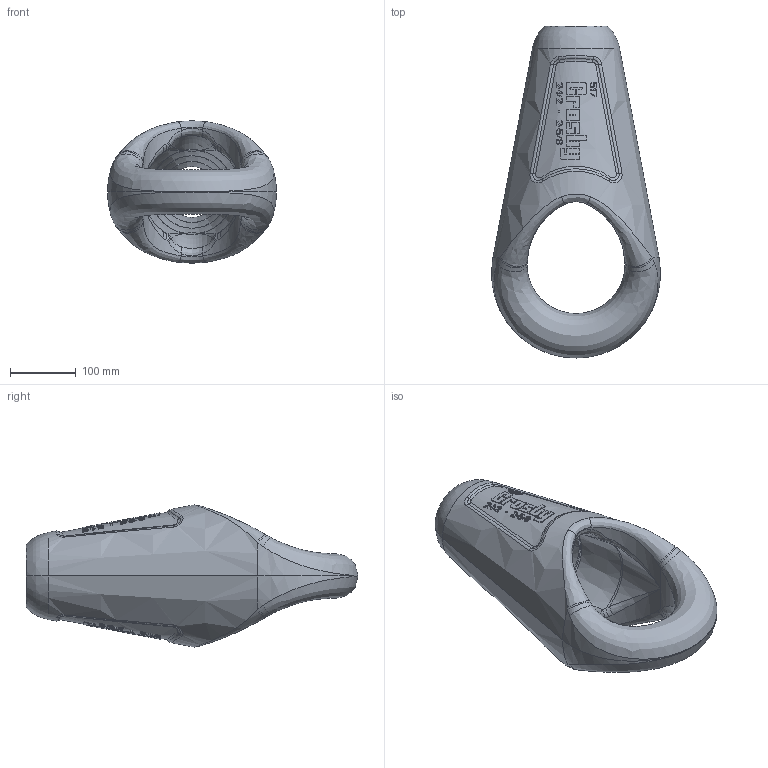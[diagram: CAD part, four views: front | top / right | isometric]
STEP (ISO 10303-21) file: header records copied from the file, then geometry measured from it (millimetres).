
FILE_DESCRIPTION((''),'2;1');
FILE_NAME('CROSBY_517_2_50-2_62_1005048','2010-05-18T',('Alan Doughty'),('The Crosby Group, Inc.'),'PRO/ENGINEER BY PARAMETRIC TECHNOLOGY CORPORATION, 2009300','PRO/ENGINEER BY PARAMETRIC TECHNOLOGY CORPORATION, 2009300','');
FILE_SCHEMA(('CONFIG_CONTROL_DESIGN'));
Length unit declared in the file: inch
Products named in the file (1): CROSBY_517_2_50-2_62_1005048
Bounding box: 257.21 x 505.21 x 216.28 mm (x, y, z)
Volume: 6117414.6 mm3; surface area: 416187.3 mm2
Topology: 1 solids, 1 shells, 886 faces, 2436 edges, 1601 vertices
Faces by surface type: plane 651, bspline 76, extrusion 72, cone 58, torus 14, cylinder 9, sphere 6
Entity records: 34077 total; most frequent: CARTESIAN_POINT 14062, ORIENTED_EDGE 4868, DIRECTION 3054, EDGE_CURVE 2434, VERTEX_POINT 1601, B_SPLINE_CURVE_WITH_KNOTS 1390, AXIS2_PLACEMENT_3D 1128, EDGE_LOOP 941
